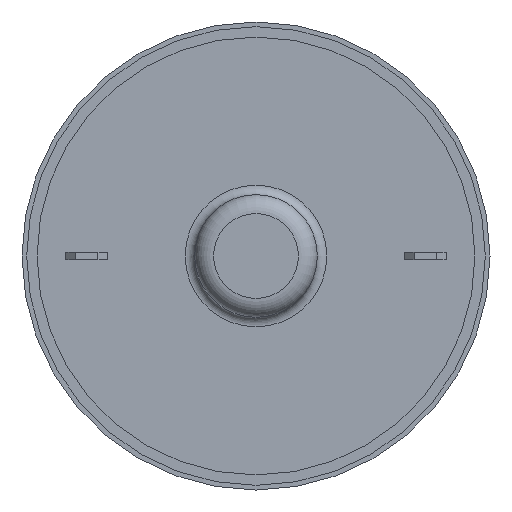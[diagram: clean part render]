
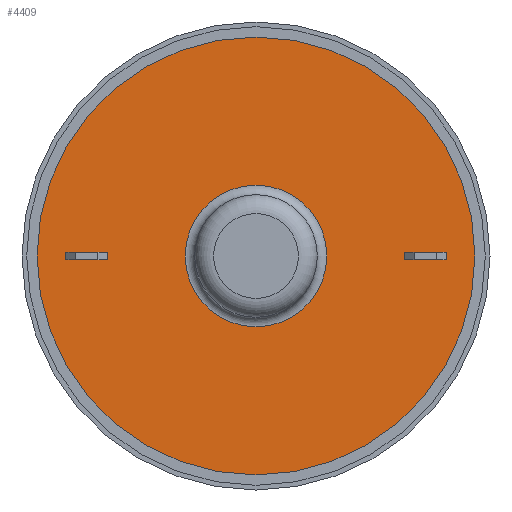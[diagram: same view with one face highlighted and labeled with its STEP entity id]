
A CAD part, front view. The second image highlights one B-rep face of the part: STEP entity #4409.
In plain terms, the highlighted planar face has unit normal (0, -1, 0).
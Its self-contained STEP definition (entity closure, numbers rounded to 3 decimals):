
#431=FACE_BOUND('',#1433,.T.);
#432=FACE_BOUND('',#1434,.T.);
#433=FACE_BOUND('',#1435,.T.);
#455=PLANE('',#4710);
#507=LINE('',#6055,#752);
#508=LINE('',#6057,#753);
#509=LINE('',#6059,#754);
#510=LINE('',#6060,#755);
#511=LINE('',#6063,#756);
#512=LINE('',#6065,#757);
#513=LINE('',#6067,#758);
#514=LINE('',#6068,#759);
#752=VECTOR('',#5088,10.);
#753=VECTOR('',#5089,10.);
#754=VECTOR('',#5090,10.);
#755=VECTOR('',#5091,10.);
#756=VECTOR('',#5092,10.);
#757=VECTOR('',#5093,10.);
#758=VECTOR('',#5094,10.);
#759=VECTOR('',#5095,10.);
#1176=FACE_OUTER_BOUND('',#1432,.T.);
#1432=EDGE_LOOP('',(#3001));
#1433=EDGE_LOOP('',(#3002,#3003,#3004,#3005));
#1434=EDGE_LOOP('',(#3006,#3007,#3008,#3009));
#1435=EDGE_LOOP('',(#3010));
#1713=CIRCLE('',#4706,3.75);
#1716=CIRCLE('',#4711,11.6);
#1818=VERTEX_POINT('',#6041);
#1821=VERTEX_POINT('',#6051);
#1822=VERTEX_POINT('',#6053);
#1823=VERTEX_POINT('',#6054);
#1824=VERTEX_POINT('',#6056);
#1825=VERTEX_POINT('',#6058);
#1826=VERTEX_POINT('',#6061);
#1827=VERTEX_POINT('',#6062);
#1828=VERTEX_POINT('',#6064);
#1829=VERTEX_POINT('',#6066);
#2289=EDGE_CURVE('',#1818,#1818,#1713,.T.);
#2293=EDGE_CURVE('',#1821,#1821,#1716,.T.);
#2294=EDGE_CURVE('',#1822,#1823,#507,.T.);
#2295=EDGE_CURVE('',#1823,#1824,#508,.T.);
#2296=EDGE_CURVE('',#1824,#1825,#509,.T.);
#2297=EDGE_CURVE('',#1825,#1822,#510,.T.);
#2298=EDGE_CURVE('',#1826,#1827,#511,.T.);
#2299=EDGE_CURVE('',#1827,#1828,#512,.T.);
#2300=EDGE_CURVE('',#1828,#1829,#513,.T.);
#2301=EDGE_CURVE('',#1829,#1826,#514,.T.);
#3001=ORIENTED_EDGE('',*,*,#2293,.F.);
#3002=ORIENTED_EDGE('',*,*,#2294,.T.);
#3003=ORIENTED_EDGE('',*,*,#2295,.T.);
#3004=ORIENTED_EDGE('',*,*,#2296,.T.);
#3005=ORIENTED_EDGE('',*,*,#2297,.T.);
#3006=ORIENTED_EDGE('',*,*,#2298,.T.);
#3007=ORIENTED_EDGE('',*,*,#2299,.T.);
#3008=ORIENTED_EDGE('',*,*,#2300,.T.);
#3009=ORIENTED_EDGE('',*,*,#2301,.T.);
#3010=ORIENTED_EDGE('',*,*,#2289,.F.);
#4409=ADVANCED_FACE('',(#1176,#431,#432,#433),#455,.T.);
#4706=AXIS2_PLACEMENT_3D('',#6043,#5075,#5076);
#4710=AXIS2_PLACEMENT_3D('',#6050,#5084,#5085);
#4711=AXIS2_PLACEMENT_3D('',#6052,#5086,#5087);
#5075=DIRECTION('center_axis',(0.,-1.,0.));
#5076=DIRECTION('ref_axis',(1.,0.,0.));
#5084=DIRECTION('center_axis',(0.,-1.,0.));
#5085=DIRECTION('ref_axis',(0.,0.,-1.));
#5086=DIRECTION('center_axis',(0.,1.,0.));
#5087=DIRECTION('ref_axis',(1.,0.,0.));
#5088=DIRECTION('',(-1.,0.,0.));
#5089=DIRECTION('',(0.,0.,1.));
#5090=DIRECTION('',(1.,0.,0.));
#5091=DIRECTION('',(0.,0.,-1.));
#5092=DIRECTION('',(-1.,0.,0.));
#5093=DIRECTION('',(0.,0.,1.));
#5094=DIRECTION('',(1.,0.,0.));
#5095=DIRECTION('',(0.,0.,-1.));
#6041=CARTESIAN_POINT('',(0.,-30.1,-3.75));
#6043=CARTESIAN_POINT('Origin',(0.,-30.1,0.));
#6050=CARTESIAN_POINT('Origin',(-11.6,-30.1,0.));
#6051=CARTESIAN_POINT('',(11.6,-30.1,0.));
#6052=CARTESIAN_POINT('Origin',(0.,-30.1,0.));
#6053=CARTESIAN_POINT('',(-7.875,-30.1,-0.2));
#6054=CARTESIAN_POINT('',(-10.075,-30.1,-0.2));
#6055=CARTESIAN_POINT('',(-10.288,-30.1,-0.2));
#6056=CARTESIAN_POINT('',(-10.075,-30.1,0.2));
#6057=CARTESIAN_POINT('',(-10.075,-30.1,0.));
#6058=CARTESIAN_POINT('',(-7.875,-30.1,0.2));
#6059=CARTESIAN_POINT('',(-10.288,-30.1,0.2));
#6060=CARTESIAN_POINT('',(-7.875,-30.1,0.));
#6061=CARTESIAN_POINT('',(10.075,-30.1,-0.2));
#6062=CARTESIAN_POINT('',(7.875,-30.1,-0.2));
#6063=CARTESIAN_POINT('',(-1.313,-30.1,-0.2));
#6064=CARTESIAN_POINT('',(7.875,-30.1,0.2));
#6065=CARTESIAN_POINT('',(7.875,-30.1,0.));
#6066=CARTESIAN_POINT('',(10.075,-30.1,0.2));
#6067=CARTESIAN_POINT('',(-1.313,-30.1,0.2));
#6068=CARTESIAN_POINT('',(10.075,-30.1,0.));
